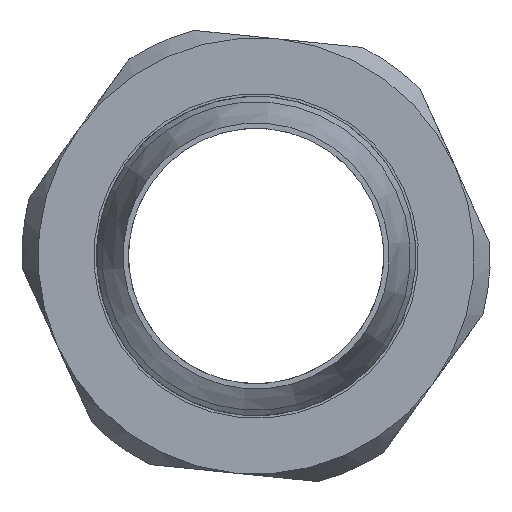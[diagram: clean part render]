
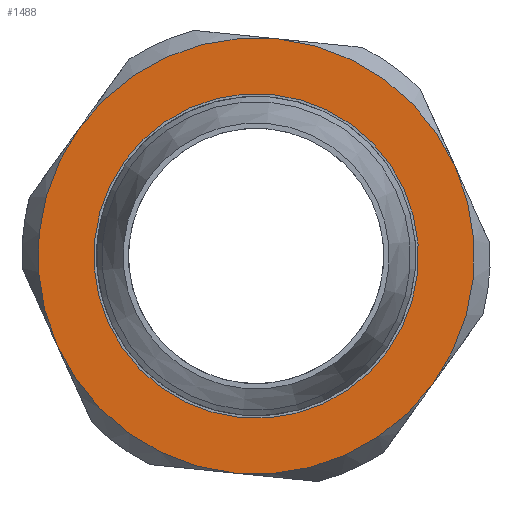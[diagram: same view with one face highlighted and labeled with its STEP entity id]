
A CAD part, left-side view. The second image highlights one B-rep face of the part: STEP entity #1488.
In plain terms, the highlighted planar face has unit normal (-1, 0, 0).
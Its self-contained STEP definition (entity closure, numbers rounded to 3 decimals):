
#17=FACE_BOUND('',#209,.T.);
#86=PLANE('',#1616);
#126=FACE_OUTER_BOUND('',#208,.T.);
#208=EDGE_LOOP('',(#1025,#1026,#1027,#1028,#1029,#1030));
#209=EDGE_LOOP('',(#1031,#1032));
#409=CIRCLE('',#1591,20.5);
#410=CIRCLE('',#1594,20.5);
#413=CIRCLE('',#1599,20.5);
#414=CIRCLE('',#1601,20.5);
#415=CIRCLE('',#1603,20.5);
#416=CIRCLE('',#1605,20.5);
#419=CIRCLE('',#1611,15.25);
#420=CIRCLE('',#1612,15.25);
#568=VERTEX_POINT('',#2370);
#569=VERTEX_POINT('',#2381);
#570=VERTEX_POINT('',#2392);
#571=VERTEX_POINT('',#2396);
#572=VERTEX_POINT('',#2412);
#575=VERTEX_POINT('',#2433);
#578=VERTEX_POINT('',#2458);
#579=VERTEX_POINT('',#2459);
#731=EDGE_CURVE('',#571,#570,#409,.T.);
#736=EDGE_CURVE('',#572,#571,#410,.T.);
#745=EDGE_CURVE('',#570,#575,#413,.T.);
#747=EDGE_CURVE('',#568,#572,#414,.T.);
#748=EDGE_CURVE('',#569,#568,#415,.T.);
#749=EDGE_CURVE('',#575,#569,#416,.T.);
#754=EDGE_CURVE('',#578,#579,#419,.T.);
#755=EDGE_CURVE('',#579,#578,#420,.T.);
#1025=ORIENTED_EDGE('',*,*,#749,.T.);
#1026=ORIENTED_EDGE('',*,*,#748,.T.);
#1027=ORIENTED_EDGE('',*,*,#747,.T.);
#1028=ORIENTED_EDGE('',*,*,#736,.T.);
#1029=ORIENTED_EDGE('',*,*,#731,.T.);
#1030=ORIENTED_EDGE('',*,*,#745,.T.);
#1031=ORIENTED_EDGE('',*,*,#754,.T.);
#1032=ORIENTED_EDGE('',*,*,#755,.T.);
#1488=ADVANCED_FACE('',(#126,#17),#86,.F.);
#1591=AXIS2_PLACEMENT_3D('',#2397,#1856,#1857);
#1594=AXIS2_PLACEMENT_3D('',#2413,#1862,#1863);
#1599=AXIS2_PLACEMENT_3D('',#2437,#1873,#1874);
#1601=AXIS2_PLACEMENT_3D('',#2442,#1877,#1878);
#1603=AXIS2_PLACEMENT_3D('',#2444,#1881,#1882);
#1605=AXIS2_PLACEMENT_3D('',#2446,#1885,#1886);
#1611=AXIS2_PLACEMENT_3D('',#2460,#1898,#1899);
#1612=AXIS2_PLACEMENT_3D('',#2461,#1900,#1901);
#1616=AXIS2_PLACEMENT_3D('',#2467,#1909,#1910);
#1856=DIRECTION('center_axis',(-1.,0.,0.));
#1857=DIRECTION('ref_axis',(0.,-0.995,-0.101));
#1862=DIRECTION('center_axis',(-1.,0.,0.));
#1863=DIRECTION('ref_axis',(0.,-0.995,-0.101));
#1873=DIRECTION('center_axis',(-1.,0.,0.));
#1874=DIRECTION('ref_axis',(0.,-0.995,-0.101));
#1877=DIRECTION('center_axis',(-1.,0.,0.));
#1878=DIRECTION('ref_axis',(0.,-0.995,-0.101));
#1881=DIRECTION('center_axis',(-1.,0.,0.));
#1882=DIRECTION('ref_axis',(0.,-0.995,-0.101));
#1885=DIRECTION('center_axis',(-1.,0.,0.));
#1886=DIRECTION('ref_axis',(0.,-0.995,-0.101));
#1898=DIRECTION('center_axis',(1.,0.,0.));
#1899=DIRECTION('ref_axis',(0.,-0.995,-0.101));
#1900=DIRECTION('center_axis',(1.,0.,0.));
#1901=DIRECTION('ref_axis',(0.,-0.995,-0.101));
#1909=DIRECTION('center_axis',(1.,0.,0.));
#1910=DIRECTION('ref_axis',(0.,-0.101,0.995));
#2370=CARTESIAN_POINT('',(-9.5,-2.068,20.395));
#2381=CARTESIAN_POINT('',(-9.5,-18.697,8.407));
#2392=CARTESIAN_POINT('',(-9.5,2.068,-20.395));
#2396=CARTESIAN_POINT('',(-9.5,18.697,-8.407));
#2397=CARTESIAN_POINT('Origin',(-9.5,0.,0.));
#2412=CARTESIAN_POINT('',(-9.5,16.629,11.989));
#2413=CARTESIAN_POINT('Origin',(-9.5,0.,0.));
#2433=CARTESIAN_POINT('',(-9.5,-16.629,-11.989));
#2437=CARTESIAN_POINT('Origin',(-9.5,0.,0.));
#2442=CARTESIAN_POINT('Origin',(-9.5,0.,0.));
#2444=CARTESIAN_POINT('Origin',(-9.5,0.,0.));
#2446=CARTESIAN_POINT('Origin',(-9.5,0.,0.));
#2458=CARTESIAN_POINT('',(-9.5,-15.172,-1.538));
#2459=CARTESIAN_POINT('',(-9.5,15.172,1.538));
#2460=CARTESIAN_POINT('Origin',(-9.5,0.,0.));
#2461=CARTESIAN_POINT('Origin',(-9.5,0.,0.));
#2467=CARTESIAN_POINT('Origin',(-9.5,0.,0.));
